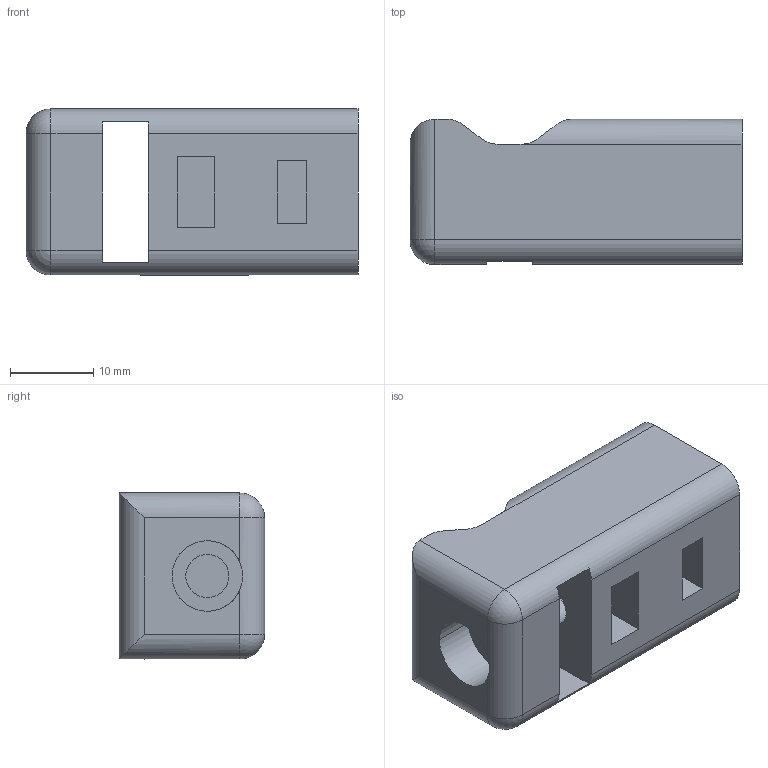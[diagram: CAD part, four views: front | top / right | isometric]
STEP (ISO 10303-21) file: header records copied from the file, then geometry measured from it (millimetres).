
FILE_DESCRIPTION (( 'STEP AP203' ), '1' );
FILE_NAME ('Lower Bearing Mount - With Raft.STEP', '2012-10-03T17:40:57', ( '' ), ( '' ), 'SwSTEP 2.0', 'SolidWorks 2012', '' );
FILE_SCHEMA (( 'CONFIG_CONTROL_DESIGN' ));
Length unit declared in the file: millimetre
Products named in the file (1): Lower Bearing Mount - With Raft
Bounding box: 40 x 17.5 x 20 mm (x, y, z)
Volume: 10194.7 mm3; surface area: 4850.5 mm2
Topology: 1 solids, 1 shells, 49 faces, 133 edges, 84 vertices
Faces by surface type: plane 27, cylinder 20, sphere 2
Entity records: 1628 total; most frequent: CARTESIAN_POINT 303, ORIENTED_EDGE 262, DIRECTION 259, EDGE_CURVE 131, AXIS2_PLACEMENT_3D 88, VERTEX_POINT 84, VECTOR 83, LINE 83
